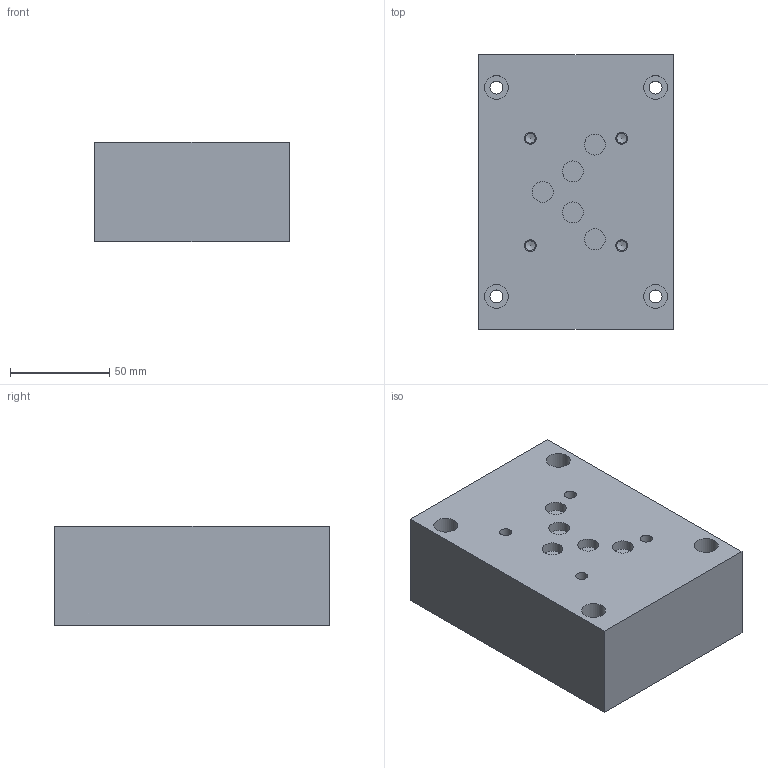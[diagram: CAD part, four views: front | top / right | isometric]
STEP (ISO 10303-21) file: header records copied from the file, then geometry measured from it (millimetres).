
FILE_DESCRIPTION(/* description */ ('Unknown'),/* implementation_level */ '2;1');
FILE_NAME(/* name */ 'PA.41120',/* time_stamp */ '2016-09-28T14:25:41+02:00',/* author */ ('Unknown'),/* organization */ ('Unknown'),/* preprocessor_version */ 'ST-DEVELOPER v16.7',/* originating_system */ 'DEX',/* authorisation */ $);
FILE_SCHEMA (('AUTOMOTIVE_DESIGN {1 0 10303 214 3 1 1}'));
Length unit declared in the file: millimetre
Products named in the file (1): PA
Bounding box: 98 x 138 x 50 mm (x, y, z)
Volume: 647654 mm3; surface area: 59360.7 mm2
Topology: 1 solids, 1 shells, 60 faces, 107 edges, 70 vertices
Faces by surface type: cylinder 29, plane 27, cone 4
Full cylindrical faces by diameter (mm): 5 x4, 6 x4, 6.5 x4, 10.5 x5, 12 x4, 26.441 x4, 36 x4
Entity records: 1338 total; most frequent: DIRECTION 250, CARTESIAN_POINT 201, ORIENTED_EDGE 140, FACE_BOUND 126, EDGE_LOOP 122, AXIS2_PLACEMENT_3D 119, EDGE_CURVE 70, VERTEX_POINT 70
